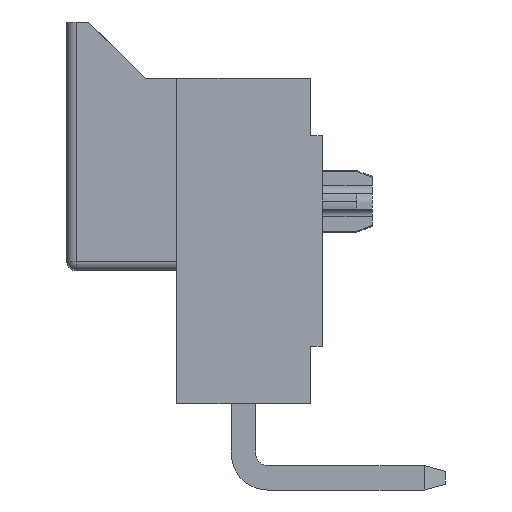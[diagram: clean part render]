
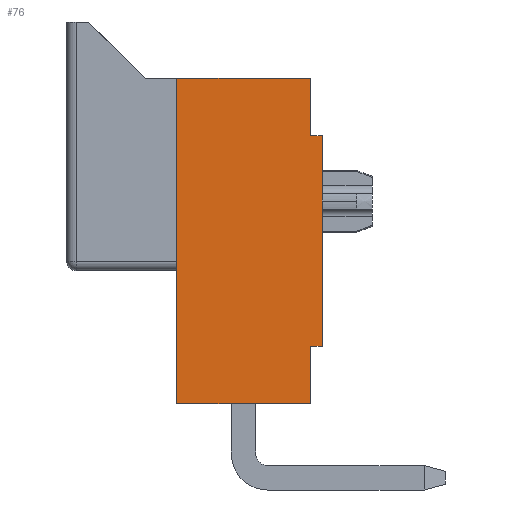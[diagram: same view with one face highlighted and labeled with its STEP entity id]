
A CAD part, left-side view. The second image highlights one B-rep face of the part: STEP entity #76.
In plain terms, the highlighted planar face has unit normal (-1, 0, 0).
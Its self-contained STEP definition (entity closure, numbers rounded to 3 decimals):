
#76=ADVANCED_FACE('',(#328),#329,.T.);
#328=FACE_OUTER_BOUND('',#808,.T.);
#329=PLANE('',#809);
#808=EDGE_LOOP('',(#1375,#1376,#1377,#1378,#1379,#1380,#1381,#1382));
#809=AXIS2_PLACEMENT_3D('',#1383,#1384,#1385);
#1375=ORIENTED_EDGE('',*,*,#3212,.T.);
#1376=ORIENTED_EDGE('',*,*,#3213,.F.);
#1377=ORIENTED_EDGE('',*,*,#3214,.F.);
#1378=ORIENTED_EDGE('',*,*,#3179,.T.);
#1379=ORIENTED_EDGE('',*,*,#3215,.T.);
#1380=ORIENTED_EDGE('',*,*,#3216,.F.);
#1381=ORIENTED_EDGE('',*,*,#3217,.F.);
#1382=ORIENTED_EDGE('',*,*,#3175,.T.);
#1383=CARTESIAN_POINT('',(-6.72,-1.74,-4.23));
#1384=DIRECTION('',(-1.0,0.0,0.0));
#1385=DIRECTION('',(0.0,0.0,1.0));
#3175=EDGE_CURVE('',#3845,#3843,#3846,.T.);
#3179=EDGE_CURVE('',#3831,#3851,#3853,.T.);
#3212=EDGE_CURVE('',#3843,#3914,#3915,.T.);
#3213=EDGE_CURVE('',#3916,#3914,#3917,.T.);
#3214=EDGE_CURVE('',#3831,#3916,#3918,.T.);
#3215=EDGE_CURVE('',#3851,#3919,#3920,.T.);
#3216=EDGE_CURVE('',#3921,#3919,#3922,.T.);
#3217=EDGE_CURVE('',#3845,#3921,#3923,.T.);
#3831=VERTEX_POINT('',#4823);
#3843=VERTEX_POINT('',#4841);
#3845=VERTEX_POINT('',#4844);
#3846=LINE('',#4845,#4846);
#3851=VERTEX_POINT('',#4853);
#3853=LINE('',#4856,#4857);
#3914=VERTEX_POINT('',#4934);
#3915=LINE('',#4935,#4936);
#3916=VERTEX_POINT('',#4937);
#3917=LINE('',#4938,#4939);
#3918=LINE('',#4940,#4941);
#3919=VERTEX_POINT('',#4942);
#3920=LINE('',#4943,#4944);
#3921=VERTEX_POINT('',#4945);
#3922=LINE('',#4946,#4947);
#3923=LINE('',#4948,#4949);
#4823=CARTESIAN_POINT('',(-6.72,-1.74,-4.23));
#4841=CARTESIAN_POINT('',(-6.72,-1.74,4.23));
#4844=CARTESIAN_POINT('',(-6.72,-1.74,2.73));
#4845=CARTESIAN_POINT('',(-6.72,-1.74,2.73));
#4846=VECTOR('',#6305,1.5);
#4853=CARTESIAN_POINT('',(-6.72,-1.74,-2.73));
#4856=CARTESIAN_POINT('',(-6.72,-1.74,-4.23));
#4857=VECTOR('',#6309,1.5);
#4934=CARTESIAN_POINT('',(-6.72,1.74,4.23));
#4935=CARTESIAN_POINT('',(-6.72,-1.74,4.23));
#4936=VECTOR('',#6374,3.48);
#4937=CARTESIAN_POINT('',(-6.72,1.74,-4.23));
#4938=CARTESIAN_POINT('',(-6.72,1.74,-4.23));
#4939=VECTOR('',#6375,8.46);
#4940=CARTESIAN_POINT('',(-6.72,-1.74,-4.23));
#4941=VECTOR('',#6376,3.48);
#4942=CARTESIAN_POINT('',(-6.72,-2.04,-2.73));
#4943=CARTESIAN_POINT('',(-6.72,-1.74,-2.73));
#4944=VECTOR('',#6377,0.3);
#4945=CARTESIAN_POINT('',(-6.72,-2.04,2.73));
#4946=CARTESIAN_POINT('',(-6.72,-2.04,2.73));
#4947=VECTOR('',#6378,5.46);
#4948=CARTESIAN_POINT('',(-6.72,-1.74,2.73));
#4949=VECTOR('',#6379,0.3);
#6305=DIRECTION('',(0.0,0.0,1.0));
#6309=DIRECTION('',(0.0,0.0,1.0));
#6374=DIRECTION('',(0.0,1.0,0.0));
#6375=DIRECTION('',(0.0,0.0,1.0));
#6376=DIRECTION('',(0.0,1.0,0.0));
#6377=DIRECTION('',(0.0,-1.0,0.0));
#6378=DIRECTION('',(0.0,0.0,-1.0));
#6379=DIRECTION('',(0.0,-1.0,0.0));
